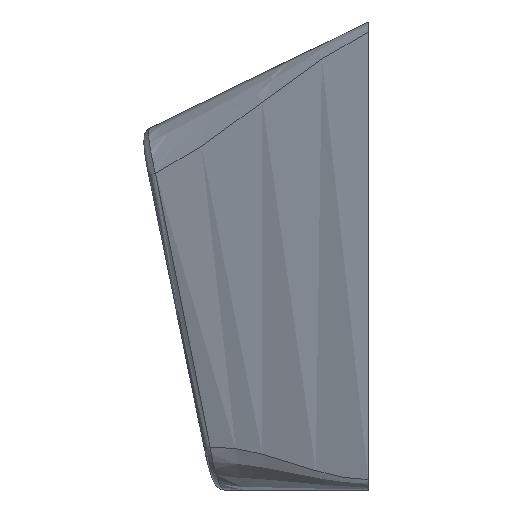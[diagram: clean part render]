
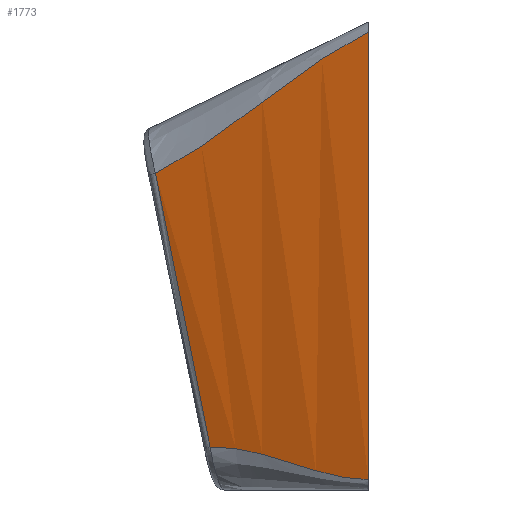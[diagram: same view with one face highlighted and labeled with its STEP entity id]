
A CAD part, left-side view. The second image highlights one B-rep face of the part: STEP entity #1773.
In plain terms, the highlighted free-form (B-spline) face has degree [3, 1] with [6, 2] control points.
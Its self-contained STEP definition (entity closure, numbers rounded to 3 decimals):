
#1550=VERTEX_POINT('',#1551);
#1551=CARTESIAN_POINT('',(0.0,0.0,-0.383));
#1563=EDGE_CURVE('',#1550,#1564,#1566,.F.);
#1564=VERTEX_POINT('',#1565);
#1565=CARTESIAN_POINT('',(0.0,0.0,-17.6));
#1566=LINE('',#1567,#1568);
#1567=CARTESIAN_POINT('',(0.0,0.0,0.0));
#1568=VECTOR('',#1569,1.0);
#1569=DIRECTION('',(0.0,0.0,1.0));
#1773=ADVANCED_FACE('',(#1774),#1881,.F.);
#1774=FACE_BOUND('',#1775,.T.);
#1775=EDGE_LOOP('',(#1776,#1818,#1833,#1880));
#1776=ORIENTED_EDGE('',*,*,#1777,.T.);
#1777=EDGE_CURVE('',#1550,#1778,#1780,.T.);
#1778=VERTEX_POINT('',#1779);
#1779=CARTESIAN_POINT('',(2.9,8.179,-5.82));
#1780=B_SPLINE_CURVE_WITH_KNOTS('',4,(#1781,#1782,#1783,#1784,#1785,#1786,#1787,#1788,#1789,#1790,#1791,#1792,#1793,#1794,#1795,#1796,#1797,#1798,#1799,#1800,#1801,#1802,#1803,#1804,#1805,#1806,#1807,#1808,#1809,#1810,#1811,#1812,#1813,#1814,#1815,#1816,#1817),.UNSPECIFIED.,.F.,.U.,(5,4,4,4,4,4,4,4,4,5),(0.0,0.125,0.25,0.375,0.5,0.625,0.75,0.875,0.938,0.97),.UNSPECIFIED.);
#1781=CARTESIAN_POINT('',(0.,0.,-0.383));
#1782=CARTESIAN_POINT('',(0.092,0.267,-0.517));
#1783=CARTESIAN_POINT('',(0.185,0.539,-0.664));
#1784=CARTESIAN_POINT('',(0.28,0.815,-0.823));
#1785=CARTESIAN_POINT('',(0.377,1.096,-0.993));
#1786=CARTESIAN_POINT('',(0.464,1.35,-1.148));
#1787=CARTESIAN_POINT('',(0.555,1.612,-1.315));
#1788=CARTESIAN_POINT('',(0.648,1.881,-1.494));
#1789=CARTESIAN_POINT('',(0.744,2.157,-1.683));
#1790=CARTESIAN_POINT('',(0.827,2.394,-1.847));
#1791=CARTESIAN_POINT('',(0.915,2.647,-2.026));
#1792=CARTESIAN_POINT('',(1.008,2.914,-2.219));
#1793=CARTESIAN_POINT('',(1.107,3.195,-2.426));
#1794=CARTESIAN_POINT('',(1.177,3.392,-2.572));
#1795=CARTESIAN_POINT('',(1.261,3.63,-2.75));
#1796=CARTESIAN_POINT('',(1.359,3.906,-2.958));
#1797=CARTESIAN_POINT('',(1.471,4.222,-3.195));
#1798=CARTESIAN_POINT('',(1.613,4.619,-3.495));
#1799=CARTESIAN_POINT('',(1.722,4.921,-3.72));
#1800=CARTESIAN_POINT('',(1.798,5.131,-3.876));
#1801=CARTESIAN_POINT('',(1.84,5.249,-3.962));
#1802=CARTESIAN_POINT('',(1.946,5.542,-4.177));
#1803=CARTESIAN_POINT('',(2.044,5.813,-4.37));
#1804=CARTESIAN_POINT('',(2.134,6.062,-4.544));
#1805=CARTESIAN_POINT('',(2.217,6.289,-4.698));
#1806=CARTESIAN_POINT('',(2.321,6.575,-4.89));
#1807=CARTESIAN_POINT('',(2.419,6.847,-5.067));
#1808=CARTESIAN_POINT('',(2.514,7.107,-5.227));
#1809=CARTESIAN_POINT('',(2.604,7.355,-5.373));
#1810=CARTESIAN_POINT('',(2.654,7.495,-5.455));
#1811=CARTESIAN_POINT('',(2.704,7.633,-5.533));
#1812=CARTESIAN_POINT('',(2.753,7.769,-5.607));
#1813=CARTESIAN_POINT('',(2.801,7.902,-5.677));
#1814=CARTESIAN_POINT('',(2.819,7.954,-5.705));
#1815=CARTESIAN_POINT('',(2.842,8.017,-5.738));
#1816=CARTESIAN_POINT('',(2.869,8.092,-5.776));
#1817=CARTESIAN_POINT('',(2.9,8.179,-5.82));
#1818=ORIENTED_EDGE('',*,*,#1819,.T.);
#1819=EDGE_CURVE('',#1778,#1820,#1822,.T.);
#1820=VERTEX_POINT('',#1821);
#1821=CARTESIAN_POINT('',(2.88,6.08,-16.347));
#1822=B_SPLINE_CURVE_WITH_KNOTS('',3,(#1823,#1824,#1825,#1826,#1827,#1828,#1829,#1830,#1831,#1832),.UNSPECIFIED.,.F.,.U.,(4,2,2,2,4),(-5.158,0.,5.367,10.734,15.893),.UNSPECIFIED.);
#1823=CARTESIAN_POINT('',(2.908,9.195,-0.763));
#1824=CARTESIAN_POINT('',(2.906,8.856,-2.449));
#1825=CARTESIAN_POINT('',(2.903,8.517,-4.135));
#1826=CARTESIAN_POINT('',(2.897,7.827,-7.574));
#1827=CARTESIAN_POINT('',(2.894,7.476,-9.328));
#1828=CARTESIAN_POINT('',(2.887,6.776,-12.837));
#1829=CARTESIAN_POINT('',(2.884,6.428,-14.592));
#1830=CARTESIAN_POINT('',(2.877,5.747,-18.033));
#1831=CARTESIAN_POINT('',(2.873,5.414,-19.72));
#1832=CARTESIAN_POINT('',(2.87,5.084,-21.407));
#1833=ORIENTED_EDGE('',*,*,#1834,.T.);
#1834=EDGE_CURVE('',#1820,#1564,#1835,.T.);
#1835=B_SPLINE_CURVE_WITH_KNOTS('',4,(#1836,#1837,#1838,#1839,#1840,#1841,#1842,#1843,#1844,#1845,#1846,#1847,#1848,#1849,#1850,#1851,#1852,#1853,#1854,#1855,#1856,#1857,#1858,#1859,#1860,#1861,#1862,#1863,#1864,#1865,#1866,#1867,#1868,#1869,#1870,#1871,#1872,#1873,#1874,#1875,#1876,#1877,#1878,#1879),.UNSPECIFIED.,.F.,.U.,(5,4,4,4,4,4,4,3,4,4,4,5),(0.037,0.063,0.125,0.25,0.375,0.438,0.5,0.509,0.625,0.75,0.875,1.0),.UNSPECIFIED.);
#1836=CARTESIAN_POINT('',(2.88,6.08,-16.347));
#1837=CARTESIAN_POINT('',(2.859,6.035,-16.346));
#1838=CARTESIAN_POINT('',(2.841,5.996,-16.345));
#1839=CARTESIAN_POINT('',(2.825,5.963,-16.344));
#1840=CARTESIAN_POINT('',(2.813,5.938,-16.344));
#1841=CARTESIAN_POINT('',(2.768,5.841,-16.344));
#1842=CARTESIAN_POINT('',(2.723,5.743,-16.346));
#1843=CARTESIAN_POINT('',(2.676,5.643,-16.35));
#1844=CARTESIAN_POINT('',(2.629,5.54,-16.358));
#1845=CARTESIAN_POINT('',(2.544,5.358,-16.371));
#1846=CARTESIAN_POINT('',(2.455,5.165,-16.393));
#1847=CARTESIAN_POINT('',(2.362,4.961,-16.425));
#1848=CARTESIAN_POINT('',(2.263,4.746,-16.467));
#1849=CARTESIAN_POINT('',(2.186,4.577,-16.501));
#1850=CARTESIAN_POINT('',(2.099,4.389,-16.543));
#1851=CARTESIAN_POINT('',(2.004,4.181,-16.595));
#1852=CARTESIAN_POINT('',(1.899,3.954,-16.659));
#1853=CARTESIAN_POINT('',(1.862,3.873,-16.681));
#1854=CARTESIAN_POINT('',(1.819,3.78,-16.708));
#1855=CARTESIAN_POINT('',(1.77,3.675,-16.739));
#1856=CARTESIAN_POINT('',(1.716,3.558,-16.774));
#1857=CARTESIAN_POINT('',(1.67,3.459,-16.804));
#1858=CARTESIAN_POINT('',(1.624,3.36,-16.835));
#1859=CARTESIAN_POINT('',(1.578,3.261,-16.866));
#1860=CARTESIAN_POINT('',(1.531,3.163,-16.897));
#1861=CARTESIAN_POINT('',(1.523,3.146,-16.903));
#1862=CARTESIAN_POINT('',(1.516,3.129,-16.908));
#1863=CARTESIAN_POINT('',(1.508,3.112,-16.913));
#1864=CARTESIAN_POINT('',(1.404,2.89,-16.984));
#1865=CARTESIAN_POINT('',(1.315,2.701,-17.045));
#1866=CARTESIAN_POINT('',(1.232,2.528,-17.1));
#1867=CARTESIAN_POINT('',(1.158,2.371,-17.149));
#1868=CARTESIAN_POINT('',(1.055,2.157,-17.215));
#1869=CARTESIAN_POINT('',(0.958,1.954,-17.275));
#1870=CARTESIAN_POINT('',(0.865,1.762,-17.329));
#1871=CARTESIAN_POINT('',(0.777,1.581,-17.375));
#1872=CARTESIAN_POINT('',(0.676,1.372,-17.428));
#1873=CARTESIAN_POINT('',(0.578,1.172,-17.473));
#1874=CARTESIAN_POINT('',(0.483,0.978,-17.51));
#1875=CARTESIAN_POINT('',(0.39,0.79,-17.539));
#1876=CARTESIAN_POINT('',(0.291,0.589,-17.569));
#1877=CARTESIAN_POINT('',(0.193,0.391,-17.59));
#1878=CARTESIAN_POINT('',(0.096,0.194,-17.6));
#1879=CARTESIAN_POINT('',(0.,0.,-17.6));
#1880=ORIENTED_EDGE('',*,*,#1563,.F.);
#1881=B_SPLINE_SURFACE_WITH_KNOTS('',3,1,((#1882,#1883),(#1884,#1885),(#1886,#1887),(#1888,#1889),(#1890,#1891),(#1892,#1893)),.UNSPECIFIED.,.F.,.F.,.U.,(4,2,4),(2,2),(0.0,0.5,1.0),(0.0,1.0),.UNSPECIFIED.);
#1882=CARTESIAN_POINT('',(0.0,0.0,-18.0));
#1883=CARTESIAN_POINT('',(0.0,0.0,0.0));
#1884=CARTESIAN_POINT('',(0.5,1.0,-18.0));
#1885=CARTESIAN_POINT('',(0.5,1.467,-0.714));
#1886=CARTESIAN_POINT('',(1.0,2.0,-18.0));
#1887=CARTESIAN_POINT('',(1.0,2.933,-1.428));
#1888=CARTESIAN_POINT('',(2.0,4.0,-18.0));
#1889=CARTESIAN_POINT('',(2.0,5.867,-2.855));
#1890=CARTESIAN_POINT('',(2.5,5.0,-18.0));
#1891=CARTESIAN_POINT('',(2.5,7.333,-3.569));
#1892=CARTESIAN_POINT('',(3.0,6.0,-18.0));
#1893=CARTESIAN_POINT('',(3.0,8.8,-4.283));
